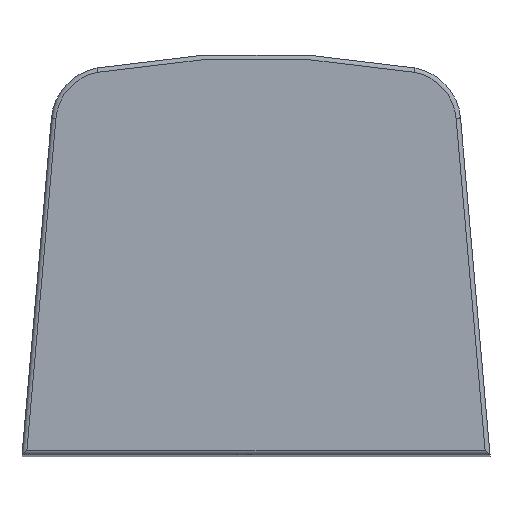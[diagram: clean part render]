
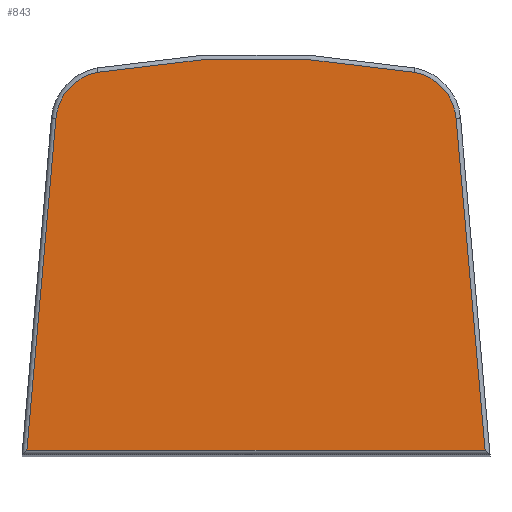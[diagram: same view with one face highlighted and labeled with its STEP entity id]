
A CAD part, top view. The second image highlights one B-rep face of the part: STEP entity #843.
In plain terms, the highlighted planar face has unit normal (0, 0, 1).
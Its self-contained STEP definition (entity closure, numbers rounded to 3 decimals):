
#197=DIRECTION('',(1.,0.,0.));
#198=VECTOR('',#197,20.563);
#199=CARTESIAN_POINT('',(-10.282,-8.8,50.));
#200=LINE('',#199,#198);
#204=DIRECTION('',(-0.087,-0.996,0.));
#205=VECTOR('',#204,14.956);
#206=CARTESIAN_POINT('',(-8.978,6.099,50.));
#207=LINE('',#206,#205);
#211=CARTESIAN_POINT('',(-6.687,5.899,50.));
#212=DIRECTION('',(0.,0.,1.));
#213=DIRECTION('',(-0.178,0.984,0.));
#214=AXIS2_PLACEMENT_3D('',#211,#212,#213);
#219=CARTESIAN_POINT('',(0.,-31.,50.));
#220=DIRECTION('',(0.,0.,1.));
#221=DIRECTION('',(0.178,0.984,0.));
#222=AXIS2_PLACEMENT_3D('',#219,#220,#221);
#227=CARTESIAN_POINT('',(6.687,5.899,50.));
#228=DIRECTION('',(0.,0.,1.));
#229=DIRECTION('',(0.996,0.087,0.));
#230=AXIS2_PLACEMENT_3D('',#227,#228,#229);
#235=DIRECTION('',(-0.087,0.996,0.));
#236=VECTOR('',#235,14.956);
#237=CARTESIAN_POINT('',(10.282,-8.8,50.));
#238=LINE('',#237,#236);
#611=CARTESIAN_POINT('',(-10.282,-8.8,50.));
#612=CARTESIAN_POINT('',(10.282,-8.8,50.));
#613=VERTEX_POINT('',#611);
#614=VERTEX_POINT('',#612);
#615=CARTESIAN_POINT('',(8.978,6.099,50.));
#616=VERTEX_POINT('',#615);
#619=CARTESIAN_POINT('',(7.097,8.162,50.));
#620=VERTEX_POINT('',#619);
#623=CARTESIAN_POINT('',(-7.097,8.162,50.));
#624=VERTEX_POINT('',#623);
#627=CARTESIAN_POINT('',(-8.978,6.099,50.));
#628=VERTEX_POINT('',#627);
#825=CARTESIAN_POINT('',(0.,0.,50.));
#826=DIRECTION('',(0.,0.,1.));
#827=DIRECTION('',(1.,0.,0.));
#828=AXIS2_PLACEMENT_3D('',#825,#826,#827);
#829=PLANE('',#828);
#831=ORIENTED_EDGE('',*,*,#830,.F.);
#833=ORIENTED_EDGE('',*,*,#832,.F.);
#835=ORIENTED_EDGE('',*,*,#834,.F.);
#837=ORIENTED_EDGE('',*,*,#836,.F.);
#839=ORIENTED_EDGE('',*,*,#838,.F.);
#840=ORIENTED_EDGE('',*,*,#815,.F.);
#841=EDGE_LOOP('',(#831,#833,#835,#837,#839,#840));
#842=FACE_OUTER_BOUND('',#841,.F.);
#843=ADVANCED_FACE('',(#842),#829,.T.);
#215=CIRCLE('',#214,2.3);
#223=CIRCLE('',#222,39.8);
#231=CIRCLE('',#230,2.3);
#815=EDGE_CURVE('',#614,#616,#238,.T.);
#830=EDGE_CURVE('',#613,#614,#200,.T.);
#832=EDGE_CURVE('',#628,#613,#207,.T.);
#834=EDGE_CURVE('',#624,#628,#215,.T.);
#836=EDGE_CURVE('',#620,#624,#223,.T.);
#838=EDGE_CURVE('',#616,#620,#231,.T.);
